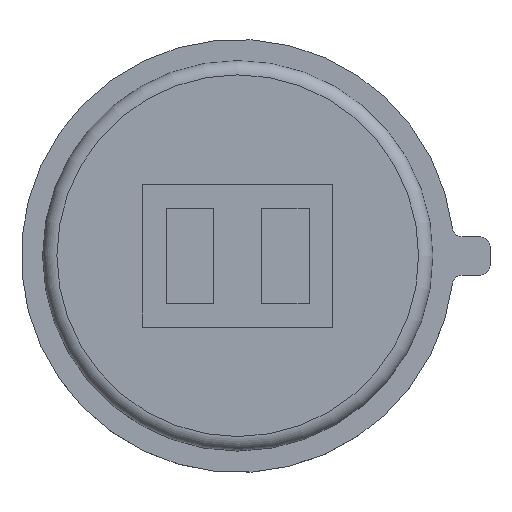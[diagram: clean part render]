
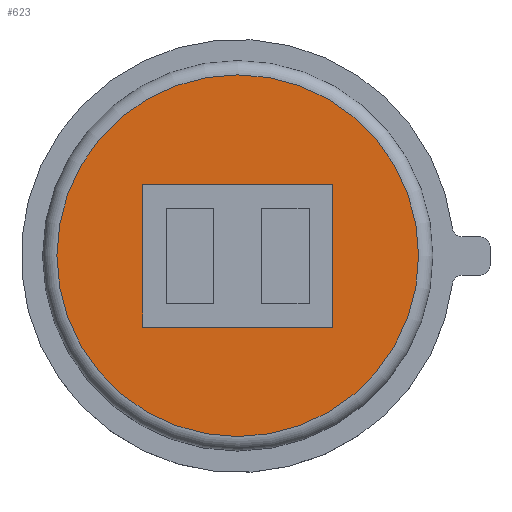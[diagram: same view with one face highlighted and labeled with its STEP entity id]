
A CAD part, top view. The second image highlights one B-rep face of the part: STEP entity #623.
In plain terms, the highlighted planar face has unit normal (0, 0, 1).
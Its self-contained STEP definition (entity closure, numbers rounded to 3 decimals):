
#24=FACE_BOUND('',#126,.T.);
#45=PLANE('',#693);
#77=FACE_OUTER_BOUND('',#125,.T.);
#125=EDGE_LOOP('',(#535));
#126=EDGE_LOOP('',(#536,#537,#538,#539));
#181=LINE('',#1025,#238);
#185=LINE('',#1033,#242);
#188=LINE('',#1039,#245);
#191=LINE('',#1044,#248);
#238=VECTOR('',#831,10.);
#242=VECTOR('',#837,10.);
#245=VECTOR('',#842,10.);
#248=VECTOR('',#847,10.);
#273=CIRCLE('',#694,3.8);
#321=VERTEX_POINT('',#1023);
#322=VERTEX_POINT('',#1024);
#325=VERTEX_POINT('',#1032);
#327=VERTEX_POINT('',#1038);
#329=VERTEX_POINT('',#1048);
#392=EDGE_CURVE('',#321,#322,#181,.T.);
#396=EDGE_CURVE('',#325,#321,#185,.T.);
#399=EDGE_CURVE('',#327,#325,#188,.T.);
#402=EDGE_CURVE('',#322,#327,#191,.T.);
#404=EDGE_CURVE('',#329,#329,#273,.T.);
#535=ORIENTED_EDGE('',*,*,#404,.F.);
#536=ORIENTED_EDGE('',*,*,#392,.T.);
#537=ORIENTED_EDGE('',*,*,#402,.T.);
#538=ORIENTED_EDGE('',*,*,#399,.T.);
#539=ORIENTED_EDGE('',*,*,#396,.T.);
#623=ADVANCED_FACE('',(#77,#24),#45,.F.);
#693=AXIS2_PLACEMENT_3D('',#1047,#851,#852);
#694=AXIS2_PLACEMENT_3D('',#1049,#853,#854);
#831=DIRECTION('',(0.,1.,0.));
#837=DIRECTION('',(-1.,0.,0.));
#842=DIRECTION('',(0.,-1.,0.));
#847=DIRECTION('',(1.,0.,0.));
#851=DIRECTION('center_axis',(0.,0.,-1.));
#852=DIRECTION('ref_axis',(1.,0.,0.));
#853=DIRECTION('center_axis',(0.,0.,-1.));
#854=DIRECTION('ref_axis',(1.,0.,0.));
#1023=CARTESIAN_POINT('',(-2.,-1.5,4.2));
#1024=CARTESIAN_POINT('',(-2.,1.5,4.2));
#1025=CARTESIAN_POINT('',(-2.,-0.75,4.2));
#1032=CARTESIAN_POINT('',(2.,-1.5,4.2));
#1033=CARTESIAN_POINT('',(1.,-1.5,4.2));
#1038=CARTESIAN_POINT('',(2.,1.5,4.2));
#1039=CARTESIAN_POINT('',(2.,0.75,4.2));
#1044=CARTESIAN_POINT('',(-1.,1.5,4.2));
#1047=CARTESIAN_POINT('Origin',(0.,0.,4.2));
#1048=CARTESIAN_POINT('',(-3.8,0.,4.2));
#1049=CARTESIAN_POINT('Origin',(0.,0.,4.2));
